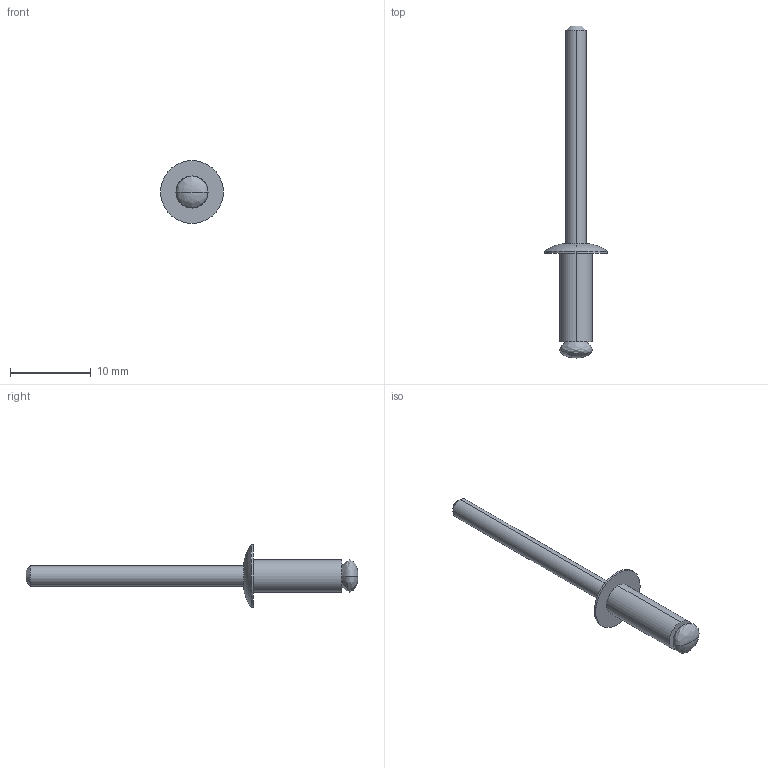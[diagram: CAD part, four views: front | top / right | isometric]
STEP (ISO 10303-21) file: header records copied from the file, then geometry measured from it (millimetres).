
FILE_DESCRIPTION (( 'STEP AP203' ), '1' );
FILE_NAME ('WCP-0447.STEP', '2021-08-12T19:53:13', ( '' ), ( '' ), 'SwSTEP 2.0', 'SolidWorks 2020', '' );
FILE_SCHEMA (( 'CONFIG_CONTROL_DESIGN' ));
Length unit declared in the file: inch
Products named in the file (1): WCP-0447
Bounding box: 7.8 x 41.2 x 7.8 mm (x, y, z)
Volume: 328.1 mm3; surface area: 479.6 mm2
Topology: 1 solids, 1 shells, 15 faces, 30 edges, 17 vertices
Faces by surface type: cylinder 6, plane 3, bspline 2, cone 2, torus 2
Entity records: 493 total; most frequent: CARTESIAN_POINT 107, DIRECTION 72, ORIENTED_EDGE 56, AXIS2_PLACEMENT_3D 32, EDGE_CURVE 28, CIRCLE 18, VERTEX_POINT 17, EDGE_LOOP 17
